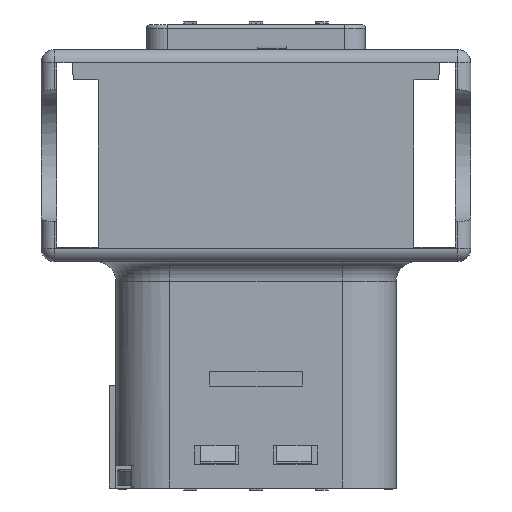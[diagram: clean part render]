
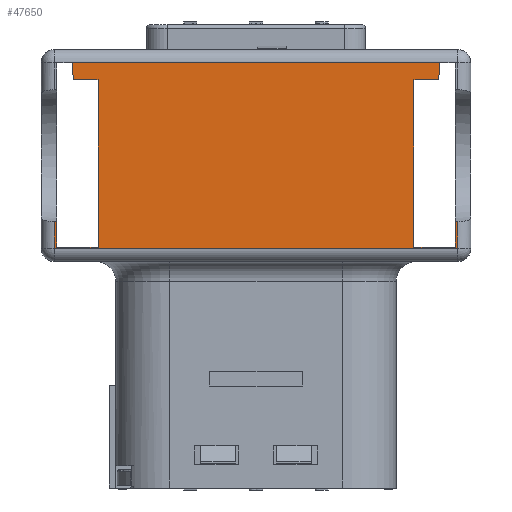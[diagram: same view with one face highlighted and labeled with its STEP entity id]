
A CAD part, left-side view. The second image highlights one B-rep face of the part: STEP entity #47650.
In plain terms, the highlighted planar face has unit normal (-1, 0, 0).
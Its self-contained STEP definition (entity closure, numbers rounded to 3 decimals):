
#13173=DIRECTION('',(0.,-1.,0.));
#13174=VECTOR('',#13173,27.932);
#13175=CARTESIAN_POINT('',(-24.55,13.966,-1.));
#13176=LINE('',#13175,#13174);
#13177=DIRECTION('',(0.,-0.07,0.998));
#13178=VECTOR('',#13177,1.303);
#13179=CARTESIAN_POINT('',(-24.55,-13.875,-2.3));
#13180=LINE('',#13179,#13178);
#13181=DIRECTION('',(0.,-1.,0.));
#13182=VECTOR('',#13181,1.875);
#13183=CARTESIAN_POINT('',(-24.55,-12.,-2.3));
#13184=LINE('',#13183,#13182);
#13185=DIRECTION('',(0.,0.,1.));
#13186=VECTOR('',#13185,12.7);
#13187=CARTESIAN_POINT('',(-24.55,-12.,-15.));
#13188=LINE('',#13187,#13186);
#13189=DIRECTION('',(0.,1.,0.));
#13190=VECTOR('',#13189,3.125);
#13191=CARTESIAN_POINT('',(-24.55,-15.125,-15.));
#13192=LINE('',#13191,#13190);
#13193=DIRECTION('',(0.,0.,-1.));
#13194=VECTOR('',#13193,1.95);
#13195=CARTESIAN_POINT('',(-24.55,-15.125,-13.05));
#13196=LINE('',#13195,#13194);
#13197=DIRECTION('',(0.,1.,0.));
#13198=VECTOR('',#13197,0.2);
#13199=CARTESIAN_POINT('',(-24.55,-15.325,-13.05));
#13200=LINE('',#13199,#13198);
#13201=DIRECTION('',(0.,1.,0.));
#13202=VECTOR('',#13201,0.2);
#13203=CARTESIAN_POINT('',(-24.55,15.125,-13.05));
#13204=LINE('',#13203,#13202);
#13205=DIRECTION('',(0.,0.,1.));
#13206=VECTOR('',#13205,1.95);
#13207=CARTESIAN_POINT('',(-24.55,15.125,-15.));
#13208=LINE('',#13207,#13206);
#13209=DIRECTION('',(0.,1.,0.));
#13210=VECTOR('',#13209,3.125);
#13211=CARTESIAN_POINT('',(-24.55,12.,-15.));
#13212=LINE('',#13211,#13210);
#13213=DIRECTION('',(0.,0.,-1.));
#13214=VECTOR('',#13213,12.7);
#13215=CARTESIAN_POINT('',(-24.55,12.,-2.3));
#13216=LINE('',#13215,#13214);
#13217=DIRECTION('',(0.,-1.,0.));
#13218=VECTOR('',#13217,1.875);
#13219=CARTESIAN_POINT('',(-24.55,13.875,-2.3));
#13220=LINE('',#13219,#13218);
#13221=DIRECTION('',(0.,-0.07,-0.998));
#13222=VECTOR('',#13221,1.303);
#13223=CARTESIAN_POINT('',(-24.55,13.966,-1.));
#13224=LINE('',#13223,#13222);
#16381=CARTESIAN_POINT('',(-24.55,15.325,-13.05));
#16383=DIRECTION('',(0.,0.,1.));
#16384=VECTOR('',#16383,2.05);
#16385=CARTESIAN_POINT('',(-24.55,15.325,-15.1));
#16386=LINE('',#16385,#16384);
#16401=DIRECTION('',(0.,1.,0.));
#16402=VECTOR('',#16401,30.65);
#16403=CARTESIAN_POINT('',(-24.55,-15.325,-15.1));
#16404=LINE('',#16403,#16402);
#16410=DIRECTION('',(0.,0.,1.));
#16411=VECTOR('',#16410,2.05);
#16412=CARTESIAN_POINT('',(-24.55,-15.325,-15.1));
#16413=LINE('',#16412,#16411);
#21813=CARTESIAN_POINT('',(-24.55,13.966,-1.));
#21814=CARTESIAN_POINT('',(-24.55,13.875,-2.3));
#21815=VERTEX_POINT('',#21813);
#21816=VERTEX_POINT('',#21814);
#21817=CARTESIAN_POINT('',(-24.55,12.,-2.3));
#21818=VERTEX_POINT('',#21817);
#21819=CARTESIAN_POINT('',(-24.55,12.,-15.));
#21820=VERTEX_POINT('',#21819);
#21821=CARTESIAN_POINT('',(-24.55,15.125,-15.));
#21822=VERTEX_POINT('',#21821);
#21823=CARTESIAN_POINT('',(-24.55,-15.125,-15.));
#21824=CARTESIAN_POINT('',(-24.55,-12.,-15.));
#21825=VERTEX_POINT('',#21823);
#21826=VERTEX_POINT('',#21824);
#21827=CARTESIAN_POINT('',(-24.55,-12.,-2.3));
#21828=VERTEX_POINT('',#21827);
#21829=CARTESIAN_POINT('',(-24.55,-13.875,-2.3));
#21830=VERTEX_POINT('',#21829);
#21831=CARTESIAN_POINT('',(-24.55,-13.966,-1.));
#21832=VERTEX_POINT('',#21831);
#22050=CARTESIAN_POINT('',(-24.55,15.125,-13.05));
#22052=VERTEX_POINT('',#22050);
#22058=CARTESIAN_POINT('',(-24.55,-15.125,-13.05));
#22060=VERTEX_POINT('',#22058);
#22654=CARTESIAN_POINT('',(-24.55,-15.325,-15.1));
#22655=CARTESIAN_POINT('',(-24.55,-15.325,-13.05));
#22656=VERTEX_POINT('',#22654);
#22657=VERTEX_POINT('',#22655);
#22661=CARTESIAN_POINT('',(-24.55,15.325,-15.1));
#22662=VERTEX_POINT('',#22661);
#22667=VERTEX_POINT('',#16381);
#47614=CARTESIAN_POINT('',(-24.55,-16.325,0.));
#47615=DIRECTION('',(-1.,0.,0.));
#47616=DIRECTION('',(0.,1.,0.));
#47617=AXIS2_PLACEMENT_3D('',#47614,#47615,#47616);
#47618=PLANE('',#47617);
#47620=ORIENTED_EDGE('',*,*,#47619,.T.);
#47622=ORIENTED_EDGE('',*,*,#47621,.F.);
#47624=ORIENTED_EDGE('',*,*,#47623,.F.);
#47625=ORIENTED_EDGE('',*,*,#47590,.F.);
#47626=ORIENTED_EDGE('',*,*,#28956,.F.);
#47628=ORIENTED_EDGE('',*,*,#47627,.F.);
#47630=ORIENTED_EDGE('',*,*,#47629,.F.);
#47632=ORIENTED_EDGE('',*,*,#47631,.F.);
#47634=ORIENTED_EDGE('',*,*,#47633,.T.);
#47636=ORIENTED_EDGE('',*,*,#47635,.T.);
#47638=ORIENTED_EDGE('',*,*,#47637,.F.);
#47640=ORIENTED_EDGE('',*,*,#47639,.F.);
#47641=ORIENTED_EDGE('',*,*,#28932,.F.);
#47643=ORIENTED_EDGE('',*,*,#47642,.F.);
#47645=ORIENTED_EDGE('',*,*,#47644,.F.);
#47647=ORIENTED_EDGE('',*,*,#47646,.F.);
#47648=EDGE_LOOP('',(#47620,#47622,#47624,#47625,#47626,#47628,#47630,#47632,
#47634,#47636,#47638,#47640,#47641,#47643,#47645,#47647));
#47649=FACE_OUTER_BOUND('',#47648,.F.);
#47650=ADVANCED_FACE('',(#47649),#47618,.T.);
#28932=EDGE_CURVE('',#21820,#21822,#13212,.T.);
#28956=EDGE_CURVE('',#21825,#21826,#13192,.T.);
#47590=EDGE_CURVE('',#21826,#21828,#13188,.T.);
#47619=EDGE_CURVE('',#21815,#21832,#13176,.T.);
#47621=EDGE_CURVE('',#21830,#21832,#13180,.T.);
#47623=EDGE_CURVE('',#21828,#21830,#13184,.T.);
#47627=EDGE_CURVE('',#22060,#21825,#13196,.T.);
#47629=EDGE_CURVE('',#22657,#22060,#13200,.T.);
#47631=EDGE_CURVE('',#22656,#22657,#16413,.T.);
#47633=EDGE_CURVE('',#22656,#22662,#16404,.T.);
#47635=EDGE_CURVE('',#22662,#22667,#16386,.T.);
#47637=EDGE_CURVE('',#22052,#22667,#13204,.T.);
#47639=EDGE_CURVE('',#21822,#22052,#13208,.T.);
#47642=EDGE_CURVE('',#21818,#21820,#13216,.T.);
#47644=EDGE_CURVE('',#21816,#21818,#13220,.T.);
#47646=EDGE_CURVE('',#21815,#21816,#13224,.T.);
